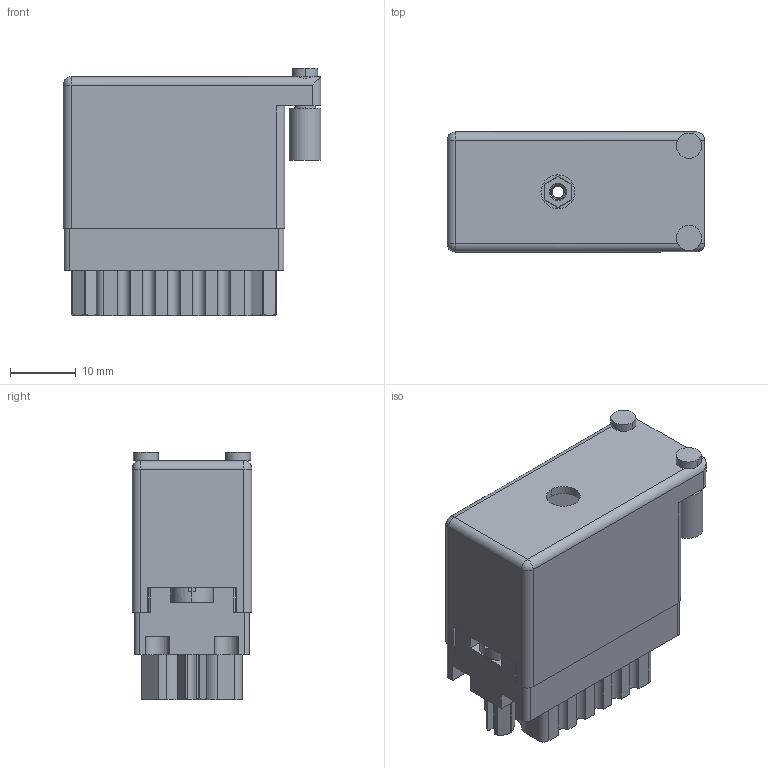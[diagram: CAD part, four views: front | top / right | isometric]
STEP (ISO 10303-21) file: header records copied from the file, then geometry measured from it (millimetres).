
FILE_DESCRIPTION (( 'STEP AP203' ), '1' );
FILE_NAME ('519-014-000-452.STEP', '2020-09-09T17:34:15', ( '' ), ( '' ), 'SwSTEP 2.0', 'SolidWorks 2020', '' );
FILE_SCHEMA (( 'CONFIG_CONTROL_DESIGN' ));
Length unit declared in the file: inch
Products named in the file (7): 516-230-001_Metal - 020 Side Entry; 519-014-000-452; 516-252-021-102_014; 519 Receptacle Insulator_014; 516-252-025-100_516-252-025-100; 516-221-020-102_014; 516-221-020-102_015
Assembly tree (7 placements, depth 2):
  519-014-000-452
    519 Receptacle Insulator_014
    516-252-025-100_516-252-025-100
    516-252-021-102_014  x2
    516-221-020-102_014
    516-221-020-102_015
    516-230-001_Metal - 020 Side Entry
Bounding box: 39.12 x 18.16 x 37.52 mm (x, y, z)
Volume: 10315.6 mm3; surface area: 13821 mm2
Topology: 7 solids, 7 shells, 772 faces, 2192 edges, 1439 vertices
Faces by surface type: plane 414, cylinder 278, cone 47, bspline 31, sphere 2
Entity records: 31471 total; most frequent: CARTESIAN_POINT 11501, ORIENTED_EDGE 4192, DIRECTION 3881, EDGE_CURVE 2096, VERTEX_POINT 1379, VECTOR 1313, LINE 1313, AXIS2_PLACEMENT_3D 1284
